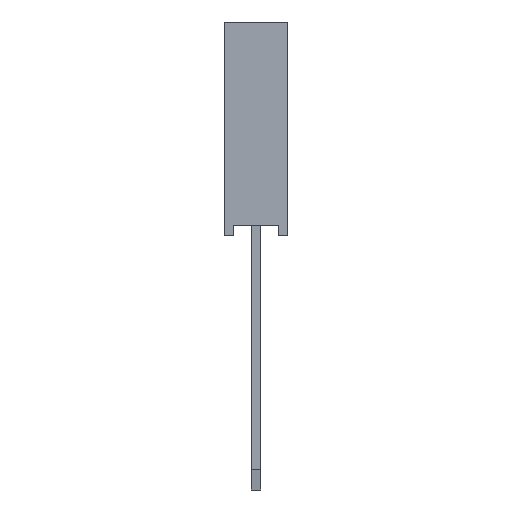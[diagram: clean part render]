
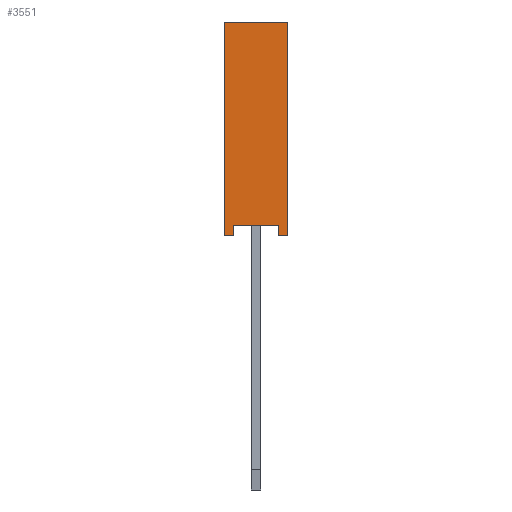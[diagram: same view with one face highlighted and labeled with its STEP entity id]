
A CAD part, front view. The second image highlights one B-rep face of the part: STEP entity #3551.
In plain terms, the highlighted planar face has unit normal (0, -1, 0).
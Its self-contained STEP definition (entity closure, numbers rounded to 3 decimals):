
#47=FACE_OUTER_BOUND('',#256,.T.);
#256=EDGE_LOOP('',(#2325,#2326,#2327,#2328,#2329,#2330,#2331,#2332));
#489=LINE('',#4937,#985);
#492=LINE('',#4943,#988);
#495=LINE('',#4949,#991);
#497=LINE('',#4953,#993);
#498=LINE('',#4955,#994);
#499=LINE('',#4957,#995);
#500=LINE('',#4959,#996);
#501=LINE('',#4960,#997);
#985=VECTOR('',#4016,10.);
#988=VECTOR('',#4021,10.);
#991=VECTOR('',#4026,10.);
#993=VECTOR('',#4030,10.);
#994=VECTOR('',#4031,10.);
#995=VECTOR('',#4032,10.);
#996=VECTOR('',#4033,10.);
#997=VECTOR('',#4034,10.);
#1475=VERTEX_POINT('',#4934);
#1476=VERTEX_POINT('',#4936);
#1478=VERTEX_POINT('',#4942);
#1480=VERTEX_POINT('',#4948);
#1481=VERTEX_POINT('',#4952);
#1482=VERTEX_POINT('',#4954);
#1483=VERTEX_POINT('',#4956);
#1484=VERTEX_POINT('',#4958);
#1801=EDGE_CURVE('',#1476,#1475,#489,.T.);
#1804=EDGE_CURVE('',#1478,#1476,#492,.T.);
#1807=EDGE_CURVE('',#1480,#1478,#495,.T.);
#1809=EDGE_CURVE('',#1481,#1475,#497,.T.);
#1810=EDGE_CURVE('',#1481,#1482,#498,.T.);
#1811=EDGE_CURVE('',#1483,#1482,#499,.T.);
#1812=EDGE_CURVE('',#1484,#1483,#500,.T.);
#1813=EDGE_CURVE('',#1480,#1484,#501,.T.);
#2325=ORIENTED_EDGE('',*,*,#1807,.T.);
#2326=ORIENTED_EDGE('',*,*,#1804,.T.);
#2327=ORIENTED_EDGE('',*,*,#1801,.T.);
#2328=ORIENTED_EDGE('',*,*,#1809,.F.);
#2329=ORIENTED_EDGE('',*,*,#1810,.T.);
#2330=ORIENTED_EDGE('',*,*,#1811,.F.);
#2331=ORIENTED_EDGE('',*,*,#1812,.F.);
#2332=ORIENTED_EDGE('',*,*,#1813,.F.);
#3279=PLANE('',#3780);
#3551=ADVANCED_FACE('',(#47),#3279,.T.);
#3780=AXIS2_PLACEMENT_3D('',#4951,#4028,#4029);
#4016=DIRECTION('',(0.,0.,-1.));
#4021=DIRECTION('',(1.,0.,0.));
#4026=DIRECTION('',(0.,0.,1.));
#4028=DIRECTION('center_axis',(0.,-1.,0.));
#4029=DIRECTION('ref_axis',(1.,0.,0.));
#4030=DIRECTION('',(-1.,0.,0.));
#4031=DIRECTION('',(0.,0.,1.));
#4032=DIRECTION('',(1.,0.,0.));
#4033=DIRECTION('',(0.,0.,1.));
#4034=DIRECTION('',(-1.,0.,0.));
#4934=CARTESIAN_POINT('',(0.9,-1.27,0.));
#4936=CARTESIAN_POINT('',(0.9,-1.27,0.4));
#4937=CARTESIAN_POINT('',(0.9,-1.27,0.2));
#4942=CARTESIAN_POINT('',(-0.9,-1.27,0.4));
#4943=CARTESIAN_POINT('',(-1.085,-1.27,0.4));
#4948=CARTESIAN_POINT('',(-0.9,-1.27,0.));
#4949=CARTESIAN_POINT('',(-0.9,-1.27,0.));
#4951=CARTESIAN_POINT('Origin',(-1.27,-1.27,0.));
#4952=CARTESIAN_POINT('',(1.27,-1.27,0.));
#4953=CARTESIAN_POINT('',(1.27,-1.27,0.));
#4954=CARTESIAN_POINT('',(1.27,-1.27,8.5));
#4955=CARTESIAN_POINT('',(1.27,-1.27,0.));
#4956=CARTESIAN_POINT('',(-1.27,-1.27,8.5));
#4957=CARTESIAN_POINT('',(1.27,-1.27,8.5));
#4958=CARTESIAN_POINT('',(-1.27,-1.27,0.));
#4959=CARTESIAN_POINT('',(-1.27,-1.27,0.));
#4960=CARTESIAN_POINT('',(1.27,-1.27,0.));
